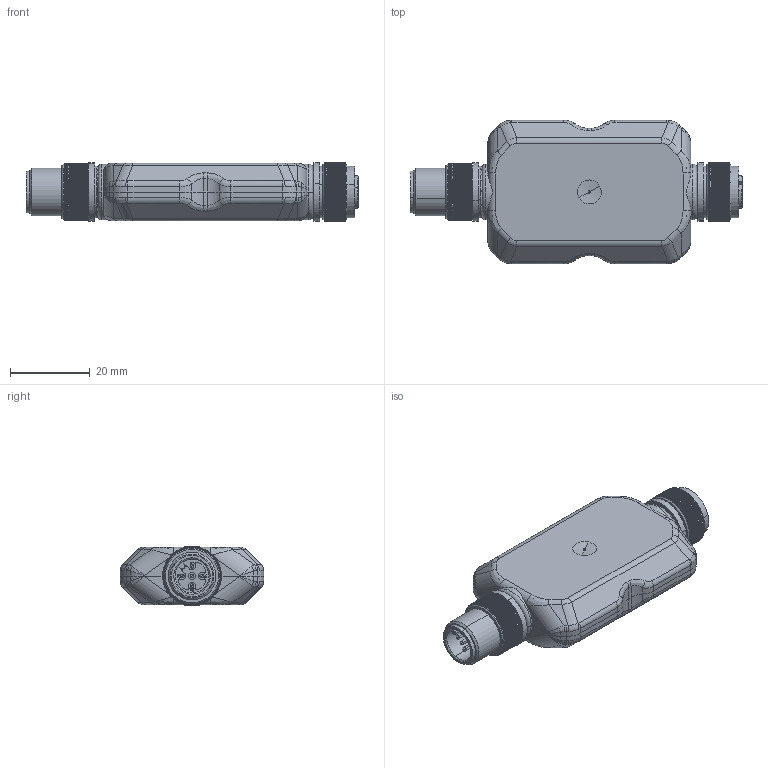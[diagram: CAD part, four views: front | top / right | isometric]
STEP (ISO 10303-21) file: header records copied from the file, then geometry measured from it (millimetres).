
FILE_DESCRIPTION(('CATIA V5 STEP Exchange','CAx-IF Rec.Pracs.--- Model Styling and Organization---1.4--- 2014-01-23'),'2;1');
FILE_NAME ('032672-2_1_8836630000_8836630000.stp','2020-02-27T06:54:47+00:00',('none'),('Weidmueller'),'CATIA Version 5-6 Release 2016 SP3 HF44','CATIA V5 STEP AP214','none');
FILE_SCHEMA(('AUTOMOTIVE_DESIGN { 1 0 10303 214 1 1 1 1 }'));
Products named in the file (1): 8836630000
Bounding box: 83.3 x 36 x 15 mm (x, y, z)
Volume: 9838.4 mm3; surface area: 18961.4 mm2
Topology: 19 solids, 19 shells, 3004 faces, 8363 edges, 5433 vertices
Faces by surface type: plane 1569, cylinder 1222, bspline 144, cone 36, sphere 22, torus 11
Entity records: 98335 total; most frequent: CARTESIAN_POINT 29779, ORIENTED_EDGE 16642, DIRECTION 10175, EDGE_CURVE 8321, VERTEX_POINT 5433, AXIS2_PLACEMENT_3D 4396, VECTOR 3808, LINE 3808
